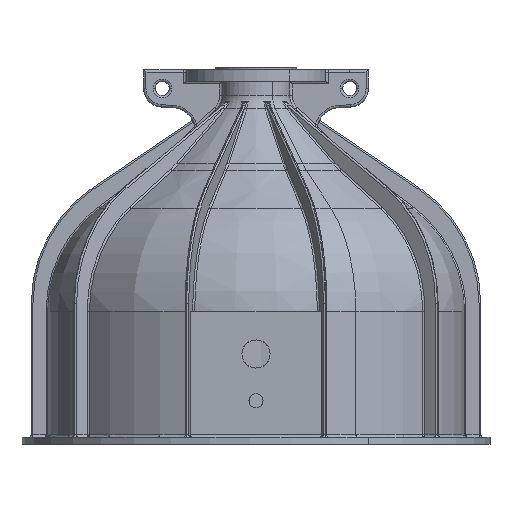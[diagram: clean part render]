
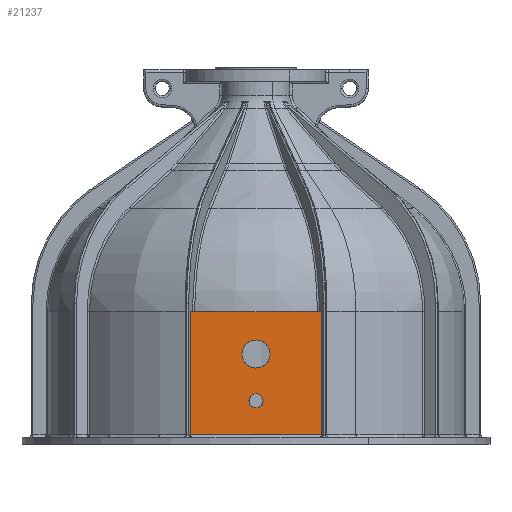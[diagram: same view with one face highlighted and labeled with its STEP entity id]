
A CAD part, left-side view. The second image highlights one B-rep face of the part: STEP entity #21237.
In plain terms, the highlighted planar face has unit normal (-1, 0, 0).
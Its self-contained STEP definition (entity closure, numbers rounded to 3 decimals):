
#79=CARTESIAN_POINT('Vertex',(-89.,3.,18.538)) ;
#82=CARTESIAN_POINT('Axis2P3D Location',(-89.,0.,18.538)) ;
#86=CARTESIAN_POINT('Vertex',(-89.,-3.,18.538)) ;
#115=CARTESIAN_POINT('Axis2P3D Location',(-89.,0.,18.538)) ;
#222=CARTESIAN_POINT('Vertex',(-89.,-6.,38.538)) ;
#225=CARTESIAN_POINT('Axis2P3D Location',(-89.,0.,38.538)) ;
#229=CARTESIAN_POINT('Vertex',(-89.,6.,38.538)) ;
#244=CARTESIAN_POINT('Axis2P3D Location',(-89.,0.,38.538)) ;
#2957=CARTESIAN_POINT('Vertex',(-89.,0.,56.638)) ;
#18977=CARTESIAN_POINT('Line Origine',(-89.,-16.108,56.538)) ;
#18981=CARTESIAN_POINT('Vertex',(-89.,-27.996,56.538)) ;
#18983=CARTESIAN_POINT('Vertex',(-89.,-4.22,56.538)) ;
#19048=CARTESIAN_POINT('Control Point',(-89.,-4.22,56.538)) ;
#19049=CARTESIAN_POINT('Control Point',(-89.,-3.755,56.538)) ;
#19050=CARTESIAN_POINT('Control Point',(-89.,-3.29,56.544)) ;
#19051=CARTESIAN_POINT('Control Point',(-89.,-2.839,56.553)) ;
#19052=CARTESIAN_POINT('Control Point',(-89.,-1.993,56.574)) ;
#19053=CARTESIAN_POINT('Control Point',(-89.,-1.146,56.6)) ;
#19054=CARTESIAN_POINT('Control Point',(-89.,-0.764,56.613)) ;
#19055=CARTESIAN_POINT('Control Point',(-89.,-0.382,56.625)) ;
#19056=CARTESIAN_POINT('Control Point',(-89.,0.,56.638)) ;
#19100=CARTESIAN_POINT('Line Origine',(-89.,16.122,56.538)) ;
#19104=CARTESIAN_POINT('Vertex',(-89.,4.22,56.538)) ;
#19106=CARTESIAN_POINT('Vertex',(-89.,28.024,56.538)) ;
#19163=CARTESIAN_POINT('Control Point',(-89.,4.22,56.538)) ;
#19164=CARTESIAN_POINT('Control Point',(-89.,3.755,56.538)) ;
#19165=CARTESIAN_POINT('Control Point',(-89.,3.29,56.544)) ;
#19166=CARTESIAN_POINT('Control Point',(-89.,2.839,56.553)) ;
#19167=CARTESIAN_POINT('Control Point',(-89.,1.993,56.574)) ;
#19168=CARTESIAN_POINT('Control Point',(-89.,1.146,56.6)) ;
#19169=CARTESIAN_POINT('Control Point',(-89.,0.764,56.613)) ;
#19170=CARTESIAN_POINT('Control Point',(-89.,0.382,56.625)) ;
#19171=CARTESIAN_POINT('Control Point',(-89.,0.,56.638)) ;
#19192=CARTESIAN_POINT('Vertex',(-89.,28.1,56.569)) ;
#19196=CARTESIAN_POINT('Control Point',(-89.,28.024,56.538)) ;
#19197=CARTESIAN_POINT('Control Point',(-89.,28.052,56.538)) ;
#19198=CARTESIAN_POINT('Control Point',(-89.,28.08,56.549)) ;
#19199=CARTESIAN_POINT('Control Point',(-89.,28.1,56.569)) ;
#21165=CARTESIAN_POINT('Line Origine',(-89.,-27.996,29.769)) ;
#21169=CARTESIAN_POINT('Vertex',(-89.,-27.996,4.)) ;
#21202=CARTESIAN_POINT('Axis2P3D Location',(-89.,0.,56.638)) ;
#21207=CARTESIAN_POINT('Line Origine',(-89.,28.1,30.284)) ;
#21211=CARTESIAN_POINT('Vertex',(-89.,28.1,4.)) ;
#21214=CARTESIAN_POINT('Line Origine',(-89.,0.052,4.)) ;
#83=DIRECTION('Axis2P3D Direction',(-1.,0.,0.)) ;
#116=DIRECTION('Axis2P3D Direction',(-1.,0.,0.)) ;
#226=DIRECTION('Axis2P3D Direction',(-1.,0.,0.)) ;
#245=DIRECTION('Axis2P3D Direction',(-1.,0.,0.)) ;
#18978=DIRECTION('Vector Direction',(0.,1.,0.)) ;
#19101=DIRECTION('Vector Direction',(0.,1.,0.)) ;
#21166=DIRECTION('Vector Direction',(0.,0.,1.)) ;
#21203=DIRECTION('Axis2P3D Direction',(-1.,-0.,-0.)) ;
#21204=DIRECTION('Axis2P3D XDirection',(0.,0.,-1.)) ;
#21208=DIRECTION('Vector Direction',(0.,0.,1.)) ;
#21215=DIRECTION('Vector Direction',(0.,-1.,0.)) ;
#84=AXIS2_PLACEMENT_3D('Circle Axis2P3D',#82,#83,$) ;
#117=AXIS2_PLACEMENT_3D('Circle Axis2P3D',#115,#116,$) ;
#227=AXIS2_PLACEMENT_3D('Circle Axis2P3D',#225,#226,$) ;
#246=AXIS2_PLACEMENT_3D('Circle Axis2P3D',#244,#245,$) ;
#21205=AXIS2_PLACEMENT_3D('Plane Axis2P3D',#21202,#21203,#21204) ;
#21220=ORIENTED_EDGE('',*,*,#21171,.F.) ;
#21221=ORIENTED_EDGE('',*,*,#18985,.T.) ;
#21222=ORIENTED_EDGE('',*,*,#19057,.T.) ;
#21223=ORIENTED_EDGE('',*,*,#19172,.T.) ;
#21224=ORIENTED_EDGE('',*,*,#19108,.T.) ;
#21225=ORIENTED_EDGE('',*,*,#19200,.T.) ;
#21226=ORIENTED_EDGE('',*,*,#21213,.T.) ;
#21227=ORIENTED_EDGE('',*,*,#21218,.F.) ;
#21230=ORIENTED_EDGE('',*,*,#119,.F.) ;
#21231=ORIENTED_EDGE('',*,*,#88,.F.) ;
#21234=ORIENTED_EDGE('',*,*,#231,.F.) ;
#21235=ORIENTED_EDGE('',*,*,#248,.F.) ;
#21232=FACE_BOUND('',#21229,.T.) ;
#21236=FACE_BOUND('',#21233,.T.) ;
#18979=VECTOR('Line Direction',#18978,1.) ;
#19102=VECTOR('Line Direction',#19101,1.) ;
#21167=VECTOR('Line Direction',#21166,1.) ;
#21209=VECTOR('Line Direction',#21208,1.) ;
#21216=VECTOR('Line Direction',#21215,1.) ;
#21237=ADVANCED_FACE('Corps principal',(#21228,#21232,#21236),#21206,.T.) ;
#19047=B_SPLINE_CURVE_WITH_KNOTS('',5,(#19048,#19049,#19050,#19051,#19052,#19053,#19054,#19055,#19056),.UNSPECIFIED.,.F.,.U.,(6,3,6),(0.,3.288,5.992),.UNSPECIFIED.) ;
#19162=B_SPLINE_CURVE_WITH_KNOTS('',5,(#19163,#19164,#19165,#19166,#19167,#19168,#19169,#19170,#19171),.UNSPECIFIED.,.F.,.U.,(6,3,6),(0.,3.288,5.992),.UNSPECIFIED.) ;
#19195=B_SPLINE_CURVE_WITH_KNOTS('',3,(#19196,#19197,#19198,#19199),.UNSPECIFIED.,.F.,.U.,(4,4),(0.,0.118),.UNSPECIFIED.) ;
#85=CIRCLE('generated circle',#84,3.) ;
#118=CIRCLE('generated circle',#117,3.) ;
#228=CIRCLE('generated circle',#227,6.) ;
#247=CIRCLE('generated circle',#246,6.) ;
#88=EDGE_CURVE('',#80,#87,#85,.T.) ;
#119=EDGE_CURVE('',#87,#80,#118,.T.) ;
#231=EDGE_CURVE('',#223,#230,#228,.T.) ;
#248=EDGE_CURVE('',#230,#223,#247,.T.) ;
#18985=EDGE_CURVE('',#18982,#18984,#18980,.T.) ;
#19057=EDGE_CURVE('',#18984,#2958,#19047,.T.) ;
#19108=EDGE_CURVE('',#19105,#19107,#19103,.T.) ;
#19172=EDGE_CURVE('',#2958,#19105,#19162,.F.) ;
#19200=EDGE_CURVE('',#19107,#19193,#19195,.T.) ;
#21171=EDGE_CURVE('',#18982,#21170,#21168,.F.) ;
#21213=EDGE_CURVE('',#19193,#21212,#21210,.F.) ;
#21218=EDGE_CURVE('',#21170,#21212,#21217,.F.) ;
#21219=EDGE_LOOP('',(#21220,#21221,#21222,#21223,#21224,#21225,#21226,#21227)) ;
#21229=EDGE_LOOP('',(#21230,#21231)) ;
#21233=EDGE_LOOP('',(#21234,#21235)) ;
#21228=FACE_OUTER_BOUND('',#21219,.T.) ;
#18980=LINE('Line',#18977,#18979) ;
#19103=LINE('Line',#19100,#19102) ;
#21168=LINE('Line',#21165,#21167) ;
#21210=LINE('Line',#21207,#21209) ;
#21217=LINE('Line',#21214,#21216) ;
#21206=PLANE('Plane',#21205) ;
#80=VERTEX_POINT('',#79) ;
#87=VERTEX_POINT('',#86) ;
#223=VERTEX_POINT('',#222) ;
#230=VERTEX_POINT('',#229) ;
#2958=VERTEX_POINT('',#2957) ;
#18982=VERTEX_POINT('',#18981) ;
#18984=VERTEX_POINT('',#18983) ;
#19105=VERTEX_POINT('',#19104) ;
#19107=VERTEX_POINT('',#19106) ;
#19193=VERTEX_POINT('',#19192) ;
#21170=VERTEX_POINT('',#21169) ;
#21212=VERTEX_POINT('',#21211) ;
